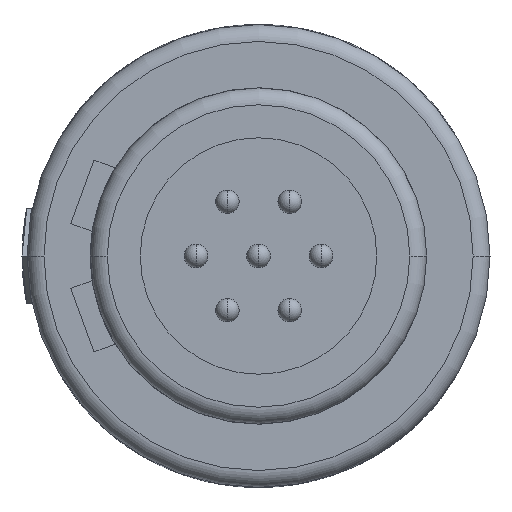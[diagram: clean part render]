
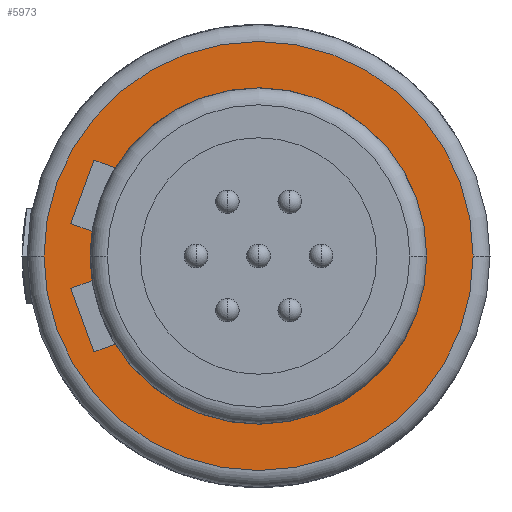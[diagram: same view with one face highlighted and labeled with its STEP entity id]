
A CAD part, left-side view. The second image highlights one B-rep face of the part: STEP entity #5973.
In plain terms, the highlighted planar face has unit normal (-1, 0, 0).
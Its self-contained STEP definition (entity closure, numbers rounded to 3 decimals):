
#1784=CARTESIAN_POINT('',(-6.7,0.,0.));
#1785=DIRECTION('',(-1.,0.,0.));
#1786=DIRECTION('',(0.,-1.,0.));
#1787=AXIS2_PLACEMENT_3D('',#1784,#1785,#1786);
#1789=CARTESIAN_POINT('',(-6.7,0.,0.));
#1790=DIRECTION('',(-1.,0.,0.));
#1791=DIRECTION('',(0.,1.,0.));
#1792=AXIS2_PLACEMENT_3D('',#1789,#1790,#1791);
#1794=DIRECTION('',(0.,0.94,-0.342));
#1795=VECTOR('',#1794,0.677);
#1796=CARTESIAN_POINT('',(-6.7,4.238,-2.607));
#1797=LINE('',#1796,#1795);
#1798=DIRECTION('',(0.,0.94,0.342));
#1799=VECTOR('',#1798,0.677);
#1800=CARTESIAN_POINT('',(-6.7,4.238,2.607));
#1801=LINE('',#1800,#1799);
#1802=DIRECTION('',(0.,-0.342,0.94));
#1803=VECTOR('',#1802,2.);
#1804=CARTESIAN_POINT('',(-6.7,5.557,0.959));
#1805=LINE('',#1804,#1803);
#1806=DIRECTION('',(0.,0.94,0.342));
#1807=VECTOR('',#1806,0.677);
#1808=CARTESIAN_POINT('',(-6.7,4.922,0.727));
#1809=LINE('',#1808,#1807);
#1810=DIRECTION('',(0.,0.94,-0.342));
#1811=VECTOR('',#1810,0.677);
#1812=CARTESIAN_POINT('',(-6.7,4.922,-0.727));
#1813=LINE('',#1812,#1811);
#1814=DIRECTION('',(0.,0.342,0.94));
#1815=VECTOR('',#1814,2.);
#1816=CARTESIAN_POINT('',(-6.7,4.873,-2.838));
#1817=LINE('',#1816,#1815);
#1852=CARTESIAN_POINT('',(-6.7,0.,0.));
#1853=DIRECTION('',(-1.,0.,0.));
#1854=DIRECTION('',(0.,1.,0.));
#1855=AXIS2_PLACEMENT_3D('',#1852,#1853,#1854);
#1870=CARTESIAN_POINT('',(-6.7,0.,0.));
#1871=DIRECTION('',(-1.,0.,0.));
#1872=DIRECTION('',(0.,0.852,-0.524));
#1873=AXIS2_PLACEMENT_3D('',#1870,#1871,#1872);
#1883=CARTESIAN_POINT('',(-6.7,0.,0.));
#1884=DIRECTION('',(1.,0.,0.));
#1885=DIRECTION('',(0.,0.852,0.524));
#1886=AXIS2_PLACEMENT_3D('',#1883,#1884,#1885);
#1893=CARTESIAN_POINT('',(-6.7,0.,0.));
#1894=DIRECTION('',(1.,0.,0.));
#1895=DIRECTION('',(0.,1.,0.));
#1896=AXIS2_PLACEMENT_3D('',#1893,#1894,#1895);
#3133=CARTESIAN_POINT('',(-6.7,-6.35,0.));
#3134=CARTESIAN_POINT('',(-6.7,6.35,0.));
#3135=VERTEX_POINT('',#3133);
#3136=VERTEX_POINT('',#3134);
#3149=CARTESIAN_POINT('',(-6.7,4.975,0.));
#3150=VERTEX_POINT('',#3149);
#3151=CARTESIAN_POINT('',(-6.7,-4.975,0.));
#3152=VERTEX_POINT('',#3151);
#3617=CARTESIAN_POINT('',(-6.7,4.238,2.607));
#3618=CARTESIAN_POINT('',(-6.7,4.873,2.838));
#3619=VERTEX_POINT('',#3617);
#3620=VERTEX_POINT('',#3618);
#3621=CARTESIAN_POINT('',(-6.7,5.557,0.959));
#3622=VERTEX_POINT('',#3621);
#3627=CARTESIAN_POINT('',(-6.7,4.922,0.727));
#3628=VERTEX_POINT('',#3627);
#3633=CARTESIAN_POINT('',(-6.7,4.238,-2.607));
#3634=CARTESIAN_POINT('',(-6.7,4.873,-2.838));
#3635=VERTEX_POINT('',#3633);
#3636=VERTEX_POINT('',#3634);
#3637=CARTESIAN_POINT('',(-6.7,4.922,-0.727));
#3638=CARTESIAN_POINT('',(-6.7,5.557,-0.959));
#3639=VERTEX_POINT('',#3637);
#3640=VERTEX_POINT('',#3638);
#5941=CARTESIAN_POINT('',(-6.7,0.,0.));
#5942=DIRECTION('',(1.,0.,0.));
#5943=DIRECTION('',(0.,-1.,0.));
#5944=AXIS2_PLACEMENT_3D('',#5941,#5942,#5943);
#5945=PLANE('',#5944);
#5947=ORIENTED_EDGE('',*,*,#5946,.F.);
#5948=ORIENTED_EDGE('',*,*,#5924,.F.);
#5949=EDGE_LOOP('',(#5947,#5948));
#5950=FACE_OUTER_BOUND('',#5949,.F.);
#5952=ORIENTED_EDGE('',*,*,#5951,.F.);
#5954=ORIENTED_EDGE('',*,*,#5953,.T.);
#5956=ORIENTED_EDGE('',*,*,#5955,.F.);
#5958=ORIENTED_EDGE('',*,*,#5957,.T.);
#5960=ORIENTED_EDGE('',*,*,#5959,.F.);
#5962=ORIENTED_EDGE('',*,*,#5961,.F.);
#5964=ORIENTED_EDGE('',*,*,#5963,.F.);
#5966=ORIENTED_EDGE('',*,*,#5965,.T.);
#5968=ORIENTED_EDGE('',*,*,#5967,.T.);
#5970=ORIENTED_EDGE('',*,*,#5969,.F.);
#5971=EDGE_LOOP('',(#5952,#5954,#5956,#5958,#5960,#5962,#5964,#5966,#5968,
#5970));
#5972=FACE_BOUND('',#5971,.F.);
#1788=CIRCLE('',#1787,6.35);
#1793=CIRCLE('',#1792,6.35);
#1856=CIRCLE('',#1855,4.975);
#1874=CIRCLE('',#1873,4.975);
#1887=CIRCLE('',#1886,4.975);
#1897=CIRCLE('',#1896,4.975);
#5924=EDGE_CURVE('',#3136,#3135,#1793,.T.);
#5946=EDGE_CURVE('',#3135,#3136,#1788,.T.);
#5951=EDGE_CURVE('',#3635,#3636,#1797,.T.);
#5953=EDGE_CURVE('',#3635,#3152,#1874,.T.);
#5955=EDGE_CURVE('',#3619,#3152,#1887,.T.);
#5957=EDGE_CURVE('',#3619,#3620,#1801,.T.);
#5959=EDGE_CURVE('',#3622,#3620,#1805,.T.);
#5961=EDGE_CURVE('',#3628,#3622,#1809,.T.);
#5963=EDGE_CURVE('',#3150,#3628,#1897,.T.);
#5965=EDGE_CURVE('',#3150,#3639,#1856,.T.);
#5967=EDGE_CURVE('',#3639,#3640,#1813,.T.);
#5969=EDGE_CURVE('',#3636,#3640,#1817,.T.);
#5973=ADVANCED_FACE('',(#5950,#5972),#5945,.F.);
